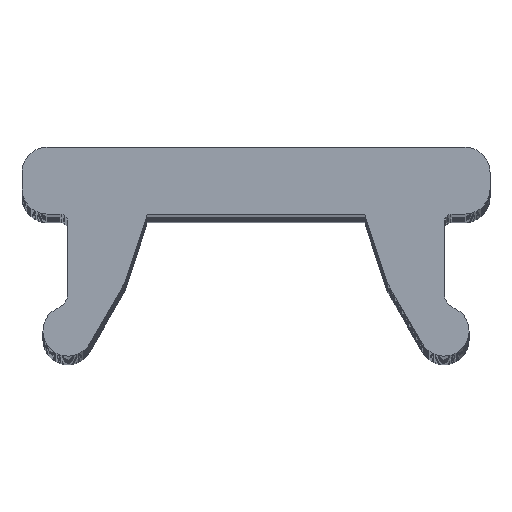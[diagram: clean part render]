
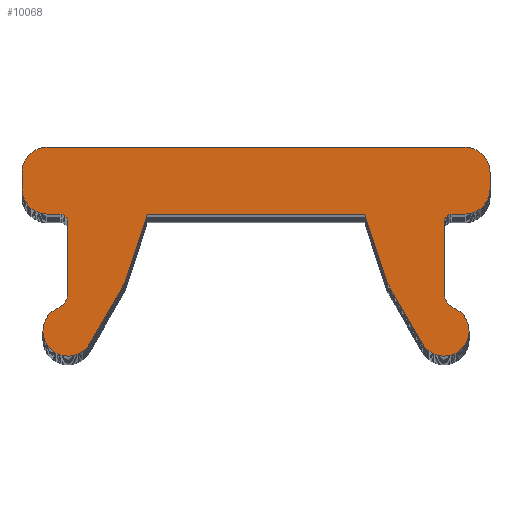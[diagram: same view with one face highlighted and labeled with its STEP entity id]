
A CAD part, top view. The second image highlights one B-rep face of the part: STEP entity #10068.
In plain terms, the highlighted planar face has unit normal (0, 0, 1).
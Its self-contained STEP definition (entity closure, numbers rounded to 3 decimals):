
#3607=CARTESIAN_POINT('',(-2.5,2.2,59.6));
#3608=DIRECTION('',(0.,0.,1.));
#3609=DIRECTION('',(0.,1.,0.));
#3610=AXIS2_PLACEMENT_3D('',#3607,#3608,#3609);
#3612=DIRECTION('',(-1.,0.,0.));
#3613=VECTOR('',#3612,5.);
#3614=CARTESIAN_POINT('',(2.5,2.5,59.6));
#3615=LINE('',#3614,#3613);
#3616=CARTESIAN_POINT('',(2.5,2.2,59.6));
#3617=DIRECTION('',(0.,0.,1.));
#3618=DIRECTION('',(1.,0.,0.));
#3619=AXIS2_PLACEMENT_3D('',#3616,#3617,#3618);
#3621=DIRECTION('',(0.,1.,0.));
#3622=VECTOR('',#3621,0.2);
#3623=CARTESIAN_POINT('',(2.8,2.,59.6));
#3624=LINE('',#3623,#3622);
#3625=CARTESIAN_POINT('',(2.5,2.,59.6));
#3626=DIRECTION('',(0.,0.,1.));
#3627=DIRECTION('',(0.,-1.,0.));
#3628=AXIS2_PLACEMENT_3D('',#3625,#3626,#3627);
#3630=DIRECTION('',(1.,0.,0.));
#3631=VECTOR('',#3630,0.15);
#3632=CARTESIAN_POINT('',(2.35,1.7,59.6));
#3633=LINE('',#3632,#3631);
#3634=CARTESIAN_POINT('',(2.35,1.6,59.6));
#3635=DIRECTION('',(0.,0.,-1.));
#3636=DIRECTION('',(-1.,0.,0.));
#3637=AXIS2_PLACEMENT_3D('',#3634,#3635,#3636);
#3639=DIRECTION('',(0.,1.,0.));
#3640=VECTOR('',#3639,0.842);
#3641=CARTESIAN_POINT('',(2.25,0.758,59.6));
#3642=LINE('',#3641,#3640);
#3643=CARTESIAN_POINT('',(2.45,0.758,59.6));
#3644=DIRECTION('',(0.,0.,-1.));
#3645=DIRECTION('',(-0.4,-0.917,0.));
#3646=AXIS2_PLACEMENT_3D('',#3643,#3644,#3645);
#3648=CARTESIAN_POINT('',(2.25,0.3,59.6));
#3649=DIRECTION('',(0.,0.,1.));
#3650=DIRECTION('',(-0.866,-0.5,0.));
#3651=AXIS2_PLACEMENT_3D('',#3648,#3649,#3650);
#3653=DIRECTION('',(0.5,-0.866,0.));
#3654=VECTOR('',#3653,0.852);
#3655=CARTESIAN_POINT('',(1.564,0.888,59.6));
#3656=LINE('',#3655,#3654);
#3657=DIRECTION('',(0.309,-0.951,0.));
#3658=VECTOR('',#3657,0.854);
#3659=CARTESIAN_POINT('',(1.3,1.7,59.6));
#3660=LINE('',#3659,#3658);
#3661=DIRECTION('',(1.,0.,0.));
#3662=VECTOR('',#3661,2.601);
#3663=CARTESIAN_POINT('',(-1.3,1.7,59.6));
#3664=LINE('',#3663,#3662);
#3665=DIRECTION('',(0.309,0.951,0.));
#3666=VECTOR('',#3665,0.854);
#3667=CARTESIAN_POINT('',(-1.564,0.888,59.6));
#3668=LINE('',#3667,#3666);
#3669=DIRECTION('',(0.5,0.866,0.));
#3670=VECTOR('',#3669,0.852);
#3671=CARTESIAN_POINT('',(-1.99,0.15,59.6));
#3672=LINE('',#3671,#3670);
#3673=CARTESIAN_POINT('',(-2.25,0.3,59.6));
#3674=DIRECTION('',(0.,0.,1.));
#3675=DIRECTION('',(-0.4,0.917,0.));
#3676=AXIS2_PLACEMENT_3D('',#3673,#3674,#3675);
#3678=CARTESIAN_POINT('',(-2.45,0.758,59.6));
#3679=DIRECTION('',(0.,0.,-1.));
#3680=DIRECTION('',(1.,0.,0.));
#3681=AXIS2_PLACEMENT_3D('',#3678,#3679,#3680);
#3683=DIRECTION('',(0.,-1.,0.));
#3684=VECTOR('',#3683,0.842);
#3685=CARTESIAN_POINT('',(-2.25,1.6,59.6));
#3686=LINE('',#3685,#3684);
#3687=CARTESIAN_POINT('',(-2.35,1.6,59.6));
#3688=DIRECTION('',(0.,0.,-1.));
#3689=DIRECTION('',(0.,1.,0.));
#3690=AXIS2_PLACEMENT_3D('',#3687,#3688,#3689);
#3692=DIRECTION('',(1.,0.,0.));
#3693=VECTOR('',#3692,0.15);
#3694=CARTESIAN_POINT('',(-2.5,1.7,59.6));
#3695=LINE('',#3694,#3693);
#3696=CARTESIAN_POINT('',(-2.5,2.,59.6));
#3697=DIRECTION('',(0.,0.,1.));
#3698=DIRECTION('',(-1.,0.,0.));
#3699=AXIS2_PLACEMENT_3D('',#3696,#3697,#3698);
#3701=DIRECTION('',(0.,-1.,0.));
#3702=VECTOR('',#3701,0.2);
#3703=CARTESIAN_POINT('',(-2.8,2.2,59.6));
#3704=LINE('',#3703,#3702);
#4541=CARTESIAN_POINT('',(-2.5,2.5,59.6));
#4542=CARTESIAN_POINT('',(-2.8,2.2,59.6));
#4543=VERTEX_POINT('',#4541);
#4544=VERTEX_POINT('',#4542);
#4545=CARTESIAN_POINT('',(-2.8,2.,59.6));
#4546=VERTEX_POINT('',#4545);
#4547=CARTESIAN_POINT('',(-2.5,1.7,59.6));
#4548=VERTEX_POINT('',#4547);
#4549=CARTESIAN_POINT('',(-2.35,1.7,59.6));
#4550=VERTEX_POINT('',#4549);
#4551=CARTESIAN_POINT('',(-2.25,1.6,59.6));
#4552=VERTEX_POINT('',#4551);
#4553=CARTESIAN_POINT('',(-2.25,0.758,59.6));
#4554=VERTEX_POINT('',#4553);
#4555=CARTESIAN_POINT('',(-2.37,0.575,59.6));
#4556=VERTEX_POINT('',#4555);
#4557=CARTESIAN_POINT('',(-1.99,0.15,59.6));
#4558=VERTEX_POINT('',#4557);
#4559=CARTESIAN_POINT('',(-1.564,0.888,59.6));
#4560=VERTEX_POINT('',#4559);
#4561=CARTESIAN_POINT('',(-1.3,1.7,59.6));
#4562=VERTEX_POINT('',#4561);
#4563=CARTESIAN_POINT('',(1.3,1.7,59.6));
#4564=VERTEX_POINT('',#4563);
#4565=CARTESIAN_POINT('',(1.564,0.888,59.6));
#4566=VERTEX_POINT('',#4565);
#4567=CARTESIAN_POINT('',(1.99,0.15,59.6));
#4568=VERTEX_POINT('',#4567);
#4569=CARTESIAN_POINT('',(2.37,0.575,59.6));
#4570=VERTEX_POINT('',#4569);
#4571=CARTESIAN_POINT('',(2.25,0.758,59.6));
#4572=VERTEX_POINT('',#4571);
#4573=CARTESIAN_POINT('',(2.25,1.6,59.6));
#4574=VERTEX_POINT('',#4573);
#4575=CARTESIAN_POINT('',(2.35,1.7,59.6));
#4576=VERTEX_POINT('',#4575);
#4577=CARTESIAN_POINT('',(2.5,1.7,59.6));
#4578=VERTEX_POINT('',#4577);
#4579=CARTESIAN_POINT('',(2.8,2.,59.6));
#4580=VERTEX_POINT('',#4579);
#4581=CARTESIAN_POINT('',(2.8,2.2,59.6));
#4582=VERTEX_POINT('',#4581);
#4583=CARTESIAN_POINT('',(2.5,2.5,59.6));
#4584=VERTEX_POINT('',#4583);
#10039=CARTESIAN_POINT('',(0.,0.,59.6));
#10040=DIRECTION('',(0.,0.,1.));
#10041=DIRECTION('',(1.,0.,0.));
#10042=AXIS2_PLACEMENT_3D('',#10039,#10040,#10041);
#10043=PLANE('',#10042);
#10044=ORIENTED_EDGE('',*,*,#9739,.F.);
#10045=ORIENTED_EDGE('',*,*,#9754,.F.);
#10046=ORIENTED_EDGE('',*,*,#9768,.F.);
#10047=ORIENTED_EDGE('',*,*,#9782,.F.);
#10048=ORIENTED_EDGE('',*,*,#9796,.F.);
#10049=ORIENTED_EDGE('',*,*,#9810,.F.);
#10050=ORIENTED_EDGE('',*,*,#9824,.F.);
#10051=ORIENTED_EDGE('',*,*,#9838,.F.);
#10052=ORIENTED_EDGE('',*,*,#9852,.F.);
#10053=ORIENTED_EDGE('',*,*,#9866,.F.);
#10054=ORIENTED_EDGE('',*,*,#9880,.F.);
#10055=ORIENTED_EDGE('',*,*,#9894,.F.);
#10056=ORIENTED_EDGE('',*,*,#9908,.F.);
#10057=ORIENTED_EDGE('',*,*,#9922,.F.);
#10058=ORIENTED_EDGE('',*,*,#9936,.F.);
#10059=ORIENTED_EDGE('',*,*,#9950,.F.);
#10060=ORIENTED_EDGE('',*,*,#9964,.F.);
#10061=ORIENTED_EDGE('',*,*,#9978,.F.);
#10062=ORIENTED_EDGE('',*,*,#9992,.F.);
#10063=ORIENTED_EDGE('',*,*,#10006,.F.);
#10064=ORIENTED_EDGE('',*,*,#10020,.F.);
#10065=ORIENTED_EDGE('',*,*,#10033,.F.);
#10066=EDGE_LOOP('',(#10044,#10045,#10046,#10047,#10048,#10049,#10050,#10051,
#10052,#10053,#10054,#10055,#10056,#10057,#10058,#10059,#10060,#10061,#10062,
#10063,#10064,#10065));
#10067=FACE_OUTER_BOUND('',#10066,.F.);
#10068=ADVANCED_FACE('',(#10067),#10043,.T.);
#3611=CIRCLE('',#3610,0.3);
#3620=CIRCLE('',#3619,0.3);
#3629=CIRCLE('',#3628,0.3);
#3638=CIRCLE('',#3637,0.1);
#3647=CIRCLE('',#3646,0.2);
#3652=CIRCLE('',#3651,0.3);
#3677=CIRCLE('',#3676,0.3);
#3682=CIRCLE('',#3681,0.2);
#3691=CIRCLE('',#3690,0.1);
#3700=CIRCLE('',#3699,0.3);
#9739=EDGE_CURVE('',#4543,#4544,#3611,.T.);
#9754=EDGE_CURVE('',#4584,#4543,#3615,.T.);
#9768=EDGE_CURVE('',#4582,#4584,#3620,.T.);
#9782=EDGE_CURVE('',#4580,#4582,#3624,.T.);
#9796=EDGE_CURVE('',#4578,#4580,#3629,.T.);
#9810=EDGE_CURVE('',#4576,#4578,#3633,.T.);
#9824=EDGE_CURVE('',#4574,#4576,#3638,.T.);
#9838=EDGE_CURVE('',#4572,#4574,#3642,.T.);
#9852=EDGE_CURVE('',#4570,#4572,#3647,.T.);
#9866=EDGE_CURVE('',#4568,#4570,#3652,.T.);
#9880=EDGE_CURVE('',#4566,#4568,#3656,.T.);
#9894=EDGE_CURVE('',#4564,#4566,#3660,.T.);
#9908=EDGE_CURVE('',#4562,#4564,#3664,.T.);
#9922=EDGE_CURVE('',#4560,#4562,#3668,.T.);
#9936=EDGE_CURVE('',#4558,#4560,#3672,.T.);
#9950=EDGE_CURVE('',#4556,#4558,#3677,.T.);
#9964=EDGE_CURVE('',#4554,#4556,#3682,.T.);
#9978=EDGE_CURVE('',#4552,#4554,#3686,.T.);
#9992=EDGE_CURVE('',#4550,#4552,#3691,.T.);
#10006=EDGE_CURVE('',#4548,#4550,#3695,.T.);
#10020=EDGE_CURVE('',#4546,#4548,#3700,.T.);
#10033=EDGE_CURVE('',#4544,#4546,#3704,.T.);
